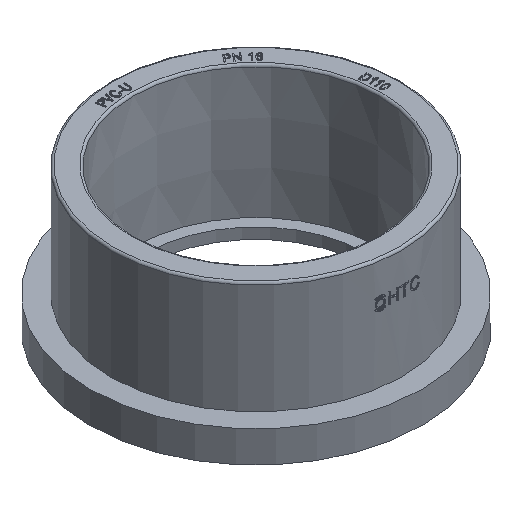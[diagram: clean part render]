
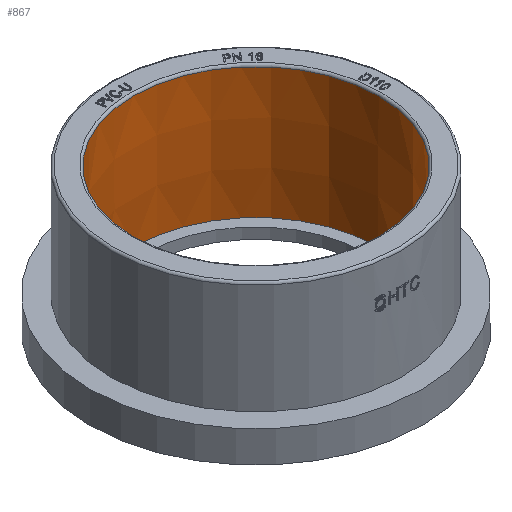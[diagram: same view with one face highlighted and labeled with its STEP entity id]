
A CAD part, isometric view. The second image highlights one B-rep face of the part: STEP entity #867.
In plain terms, the highlighted conical face has half-angle 0.336 degrees and reference radius 54.95 mm.
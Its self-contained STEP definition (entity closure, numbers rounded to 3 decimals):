
#817=CONICAL_SURFACE('',#4170,54.95,0.336);
#867=ADVANCED_FACE('',(#1310,#1311),#817,.F.);
#1217=CIRCLE('',#4167,54.95);
#1218=CIRCLE('',#4169,55.294);
#1310=FACE_BOUND('',#1413,.T.);
#1311=FACE_BOUND('',#1414,.T.);
#1413=EDGE_LOOP('',(#1837));
#1414=EDGE_LOOP('',(#1838));
#1837=ORIENTED_EDGE('',*,*,#3314,.T.);
#1838=ORIENTED_EDGE('',*,*,#3313,.T.);
#2927=VERTEX_POINT('',#6037);
#2928=VERTEX_POINT('',#6040);
#3313=EDGE_CURVE('',#2927,#2927,#1217,.T.);
#3314=EDGE_CURVE('',#2928,#2928,#1218,.T.);
#4167=AXIS2_PLACEMENT_3D('',#6036,#4456,#4457);
#4169=AXIS2_PLACEMENT_3D('',#6039,#4460,#4461);
#4170=AXIS2_PLACEMENT_3D('',#6041,#4462,#4463);
#4456=DIRECTION('',(0.,0.,-1.));
#4457=DIRECTION('',(1.,0.,0.));
#4460=DIRECTION('',(0.,0.,1.));
#4461=DIRECTION('',(-1.,0.,0.));
#4462=DIRECTION('',(0.,0.,1.));
#4463=DIRECTION('',(1.,0.,0.));
#6036=CARTESIAN_POINT('',(884.,0.,-9.3));
#6037=CARTESIAN_POINT('',(938.95,0.,-9.3));
#6039=CARTESIAN_POINT('',(884.,0.,49.406));
#6040=CARTESIAN_POINT('',(828.706,0.,49.406));
#6041=CARTESIAN_POINT('',(884.,0.,-9.3));
